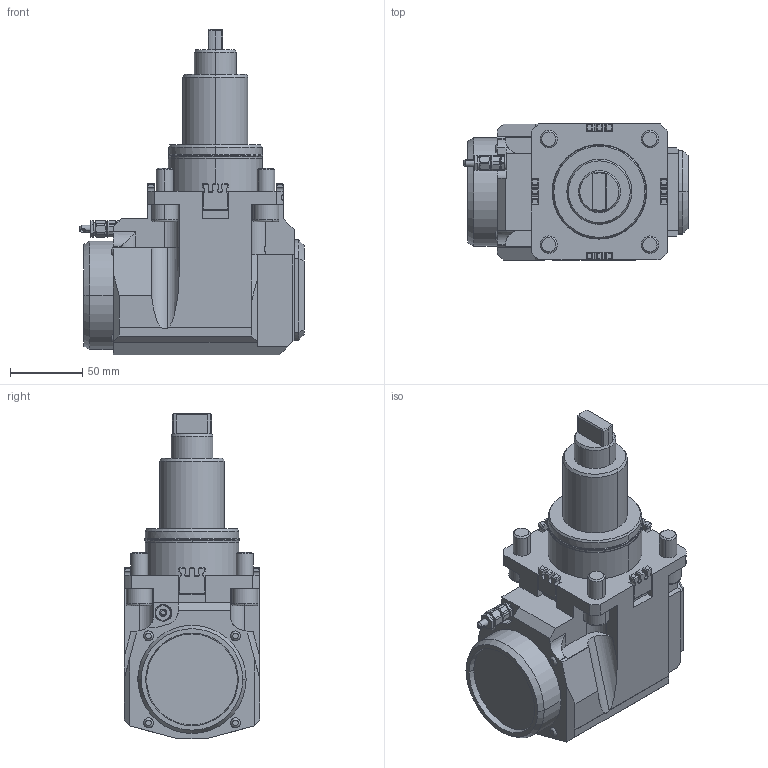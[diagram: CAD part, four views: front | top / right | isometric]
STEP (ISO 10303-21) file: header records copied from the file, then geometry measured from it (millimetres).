
FILE_DESCRIPTION(('HOOPS Exchange Step'),'2;1');
FILE_NAME('Modelcomposition.stp','2024-05-24T07:29:05+00:00',('toolarena-modelservice-ewspro'),('Unknown organisation'),'HOOPS Exchange 2021.2','HOOPS Exchange','Unknown authorisation');
FILE_SCHEMA( ('AP242_MANAGED_MODEL_BASED_3D_ENGINEERING_MIM_LF {1 0 10303 442 1 1 4 }') );
Length unit declared in the file: millimetre
Products named in the file (1): EWS_225990_DIN4003
Bounding box: 155.3 x 94 x 225 mm (x, y, z)
Volume: 1381689.8 mm3; surface area: 117335.6 mm2
Topology: 1 solids, 3 shells, 517 faces, 1356 edges, 865 vertices
Faces by surface type: plane 319, cylinder 124, cone 58, torus 12, bspline 4
Entity records: 16125 total; most frequent: CARTESIAN_POINT 3171, DIRECTION 2733, ORIENTED_EDGE 2712, EDGE_CURVE 1356, AXIS2_PLACEMENT_3D 936, VERTEX_POINT 865, VECTOR 861, LINE 861
